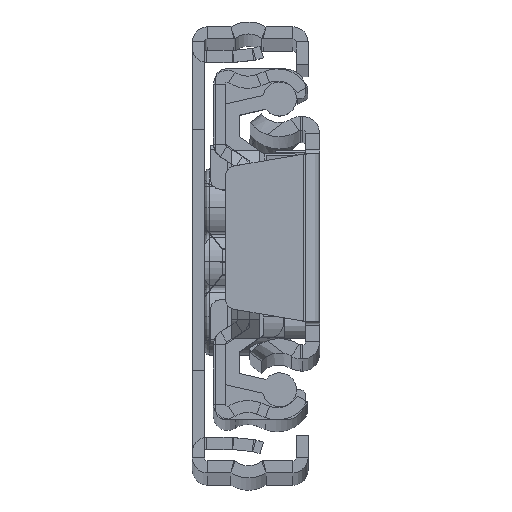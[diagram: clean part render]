
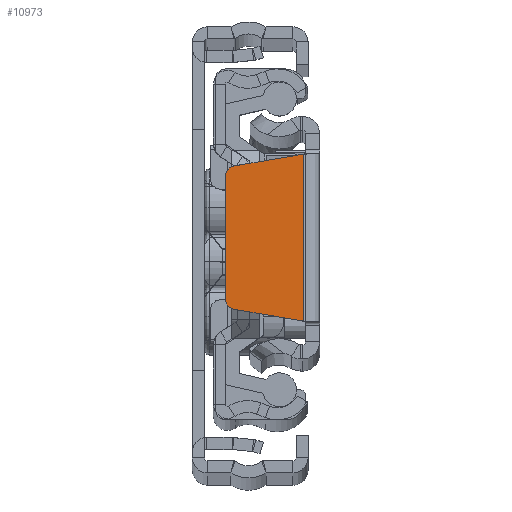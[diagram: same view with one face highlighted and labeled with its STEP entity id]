
A CAD part, top view. The second image highlights one B-rep face of the part: STEP entity #10973.
In plain terms, the highlighted planar face has unit normal (0, 0, 1).
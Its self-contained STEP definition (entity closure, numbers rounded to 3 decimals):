
#479 = CARTESIAN_POINT ( 'NONE',  ( -9.4, 6.156, 0. ) ) ;
#503 = DIRECTION ( 'NONE',  ( 0.986, 0.168, 0. ) ) ;
#661 = VECTOR ( 'NONE', #6436, 1000. ) ;
#753 = DIRECTION ( 'NONE',  ( -1., 0., 0. ) ) ;
#879 = DIRECTION ( 'NONE',  ( -1., 0., 0. ) ) ;
#1403 = AXIS2_PLACEMENT_3D ( 'NONE', #14500, #9229, #879 ) ;
#1742 = ORIENTED_EDGE ( 'NONE', *, *, #14907, .F. ) ;
#1879 = DIRECTION ( 'NONE',  ( 0., 0., -1. ) ) ;
#3034 = CARTESIAN_POINT ( 'NONE',  ( -9.4, -6.156, 0. ) ) ;
#3046 = CARTESIAN_POINT ( 'NONE',  ( -9.4, 6.156, 0. ) ) ;
#4292 = EDGE_CURVE ( 'NONE', #13212, #17224, #9742, .T. ) ;
#5259 = CIRCLE ( 'NONE', #1403, 1. ) ;
#6436 = DIRECTION ( 'NONE',  ( 0., -1., 0. ) ) ;
#7016 = CARTESIAN_POINT ( 'NONE',  ( -8.4, -6.156, 0. ) ) ;
#7190 = EDGE_CURVE ( 'NONE', #17224, #21139, #19970, .T. ) ;
#8267 = EDGE_CURVE ( 'NONE', #21139, #13980, #5259, .T. ) ;
#8527 = CARTESIAN_POINT ( 'NONE',  ( -8.568, -7.142, 0. ) ) ;
#8561 = DIRECTION ( 'NONE',  ( -1., 0., 0. ) ) ;
#8582 = ORIENTED_EDGE ( 'NONE', *, *, #16997, .F. ) ;
#8853 = CARTESIAN_POINT ( 'NONE',  ( -1.5, 8.35, 0. ) ) ;
#8991 = CARTESIAN_POINT ( 'NONE',  ( -8.4, 6.156, 0. ) ) ;
#9035 = AXIS2_PLACEMENT_3D ( 'NONE', #7016, #1879, #8561 ) ;
#9126 = VECTOR ( 'NONE', #16439, 1000. ) ;
#9229 = DIRECTION ( 'NONE',  ( 0., 0., -1. ) ) ;
#9742 = CIRCLE ( 'NONE', #9035, 1. ) ;
#10056 = EDGE_CURVE ( 'NONE', #21567, #10107, #11842, .T. ) ;
#10107 = VERTEX_POINT ( 'NONE', #13268 ) ;
#10749 = PLANE ( 'NONE',  #15381 ) ;
#10941 = ORIENTED_EDGE ( 'NONE', *, *, #10056, .F. ) ;
#10973 = ADVANCED_FACE ( 'NONE', ( #19344 ), #10749, .F. ) ;
#11336 = CARTESIAN_POINT ( 'NONE',  ( -8.568, 7.142, 0. ) ) ;
#11842 = LINE ( 'NONE', #18551, #661 ) ;
#11977 = VECTOR ( 'NONE', #20529, 1000. ) ;
#12066 = EDGE_LOOP ( 'NONE', ( #10941, #1742, #20352, #16318, #17900, #8582 ) ) ;
#12272 = LINE ( 'NONE', #8527, #11977 ) ;
#12304 = DIRECTION ( 'NONE',  ( 0., 0., -1. ) ) ;
#13212 = VERTEX_POINT ( 'NONE', #16359 ) ;
#13268 = CARTESIAN_POINT ( 'NONE',  ( -1.6, -8.333, 0. ) ) ;
#13764 = CARTESIAN_POINT ( 'NONE',  ( -1.6, 8.333, 0. ) ) ;
#13980 = VERTEX_POINT ( 'NONE', #11336 ) ;
#14409 = VECTOR ( 'NONE', #503, 1000. ) ;
#14500 = CARTESIAN_POINT ( 'NONE',  ( -8.4, 6.156, 0. ) ) ;
#14907 = EDGE_CURVE ( 'NONE', #13980, #21567, #20524, .T. ) ;
#15381 = AXIS2_PLACEMENT_3D ( 'NONE', #8991, #12304, #753 ) ;
#16318 = ORIENTED_EDGE ( 'NONE', *, *, #7190, .F. ) ;
#16359 = CARTESIAN_POINT ( 'NONE',  ( -8.568, -7.142, 0. ) ) ;
#16439 = DIRECTION ( 'NONE',  ( 0., 1., 0. ) ) ;
#16997 = EDGE_CURVE ( 'NONE', #10107, #13212, #12272, .T. ) ;
#17224 = VERTEX_POINT ( 'NONE', #3034 ) ;
#17900 = ORIENTED_EDGE ( 'NONE', *, *, #4292, .F. ) ;
#18551 = CARTESIAN_POINT ( 'NONE',  ( -1.6, -8.333, 0. ) ) ;
#19344 = FACE_OUTER_BOUND ( 'NONE', #12066, .T. ) ;
#19970 = LINE ( 'NONE', #3046, #9126 ) ;
#20352 = ORIENTED_EDGE ( 'NONE', *, *, #8267, .F. ) ;
#20524 = LINE ( 'NONE', #8853, #14409 ) ;
#20529 = DIRECTION ( 'NONE',  ( -0.986, 0.168, 0. ) ) ;
#21139 = VERTEX_POINT ( 'NONE', #479 ) ;
#21567 = VERTEX_POINT ( 'NONE', #13764 ) ;
